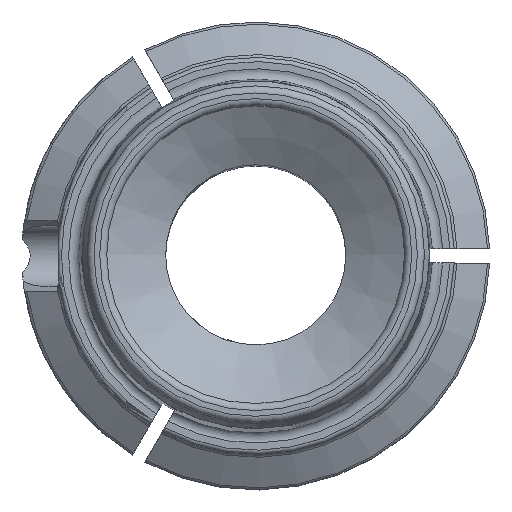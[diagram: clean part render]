
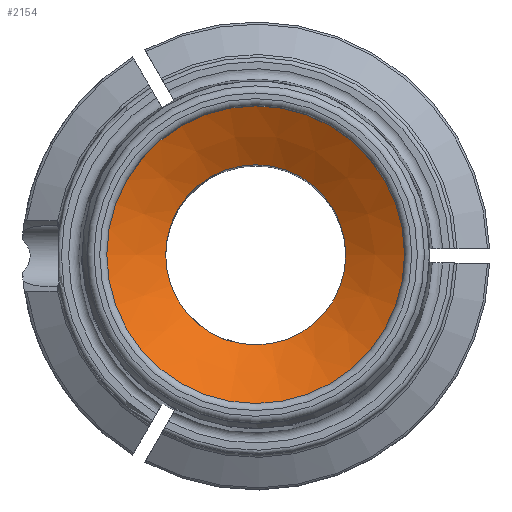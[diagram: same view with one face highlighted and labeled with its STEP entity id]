
A CAD part, top view. The second image highlights one B-rep face of the part: STEP entity #2154.
In plain terms, the highlighted conical face has half-angle 60 degrees and reference radius 10.5 mm.
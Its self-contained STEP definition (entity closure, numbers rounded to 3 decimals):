
#80=CONICAL_SURFACE('',#2339,10.5,1.047);
#147=CIRCLE('',#2303,10.5);
#156=CIRCLE('',#2327,6.35);
#713=ORIENTED_EDGE('',*,*,#1039,.F.);
#714=ORIENTED_EDGE('',*,*,#1004,.F.);
#1004=EDGE_CURVE('',#1194,#1194,#147,.T.);
#1039=EDGE_CURVE('',#1215,#1215,#156,.T.);
#1194=VERTEX_POINT('',#3342);
#1215=VERTEX_POINT('',#3446);
#1322=EDGE_LOOP('',(#713));
#1323=EDGE_LOOP('',(#714));
#1430=FACE_BOUND('',#1322,.T.);
#1431=FACE_BOUND('',#1323,.T.);
#2154=ADVANCED_FACE('',(#1430,#1431),#80,.F.);
#2303=AXIS2_PLACEMENT_3D('',#3341,#2660,#2661);
#2327=AXIS2_PLACEMENT_3D('',#3445,#2723,#2724);
#2339=AXIS2_PLACEMENT_3D('',#3471,#2754,#2755);
#2660=DIRECTION('',(0.,0.,-1.));
#2661=DIRECTION('',(-1.,0.,0.));
#2723=DIRECTION('',(0.,0.,1.));
#2724=DIRECTION('',(1.,0.,0.));
#2754=DIRECTION('',(0.,0.,1.));
#2755=DIRECTION('',(-1.,0.,0.));
#3341=CARTESIAN_POINT('',(0.,0.,51.));
#3342=CARTESIAN_POINT('',(-10.5,0.,51.));
#3445=CARTESIAN_POINT('',(0.,0.,48.604));
#3446=CARTESIAN_POINT('',(6.35,0.,48.604));
#3471=CARTESIAN_POINT('',(0.,0.,51.));
